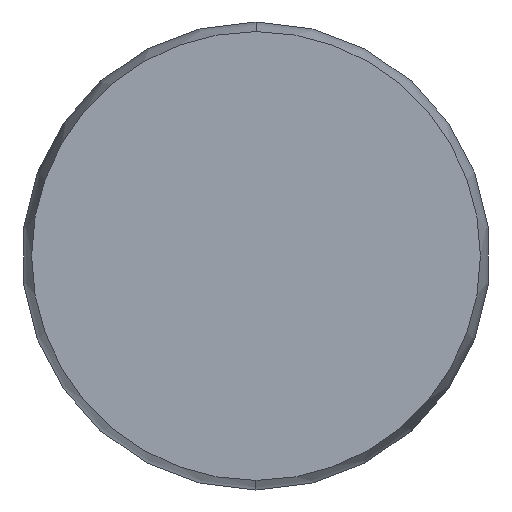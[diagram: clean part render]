
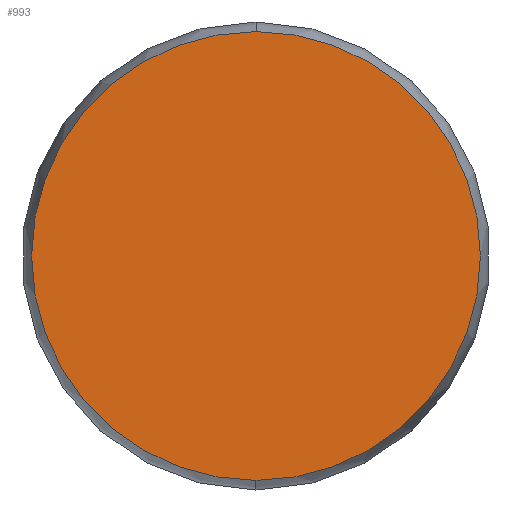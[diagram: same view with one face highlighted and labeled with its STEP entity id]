
A CAD part, left-side view. The second image highlights one B-rep face of the part: STEP entity #993.
In plain terms, the highlighted planar face has unit normal (-1, 0, 0).
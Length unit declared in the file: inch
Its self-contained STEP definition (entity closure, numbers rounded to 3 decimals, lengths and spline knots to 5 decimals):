
#140 = VERTEX_POINT ( 'NONE', #997 ) ;
#181 = DIRECTION ( 'NONE',  ( 0., 0., -1. ) ) ;
#184 = PLANE ( 'NONE',  #427 ) ;
#228 = CARTESIAN_POINT ( 'NONE',  ( 0., 0., 0.07 ) ) ;
#251 = EDGE_CURVE ( 'NONE', #995, #140, #772, .T. ) ;
#257 = DIRECTION ( 'NONE',  ( 1., 0., 0. ) ) ;
#269 = CARTESIAN_POINT ( 'NONE',  ( 0., 0., 0. ) ) ;
#427 = AXIS2_PLACEMENT_3D ( 'NONE', #269, #257, #181 ) ;
#526 = DIRECTION ( 'NONE',  ( 0., 0., 1. ) ) ;
#589 = AXIS2_PLACEMENT_3D ( 'NONE', #690, #693, #526 ) ;
#690 = CARTESIAN_POINT ( 'NONE',  ( 0., 0., 0. ) ) ;
#693 = DIRECTION ( 'NONE',  ( -1., 0., 0. ) ) ;
#772 = CIRCLE ( 'NONE', #589, 0.07 ) ;
#884 = CIRCLE ( 'NONE', #1016, 0.07 ) ;
#993 = ADVANCED_FACE ( 'NONE', ( #1117 ), #184, .F. ) ;
#995 = VERTEX_POINT ( 'NONE', #228 ) ;
#997 = CARTESIAN_POINT ( 'NONE',  ( 0., 0., -0.07 ) ) ;
#1016 = AXIS2_PLACEMENT_3D ( 'NONE', #1652, #1377, #1362 ) ;
#1062 = ORIENTED_EDGE ( 'NONE', *, *, #251, .T. ) ;
#1109 = EDGE_LOOP ( 'NONE', ( #1062, #1186 ) ) ;
#1117 = FACE_OUTER_BOUND ( 'NONE', #1109, .T. ) ;
#1186 = ORIENTED_EDGE ( 'NONE', *, *, #1464, .T. ) ;
#1362 = DIRECTION ( 'NONE',  ( 0., 0., 1. ) ) ;
#1377 = DIRECTION ( 'NONE',  ( -1., 0., 0. ) ) ;
#1464 = EDGE_CURVE ( 'NONE', #140, #995, #884, .T. ) ;
#1652 = CARTESIAN_POINT ( 'NONE',  ( 0., 0., 0. ) ) ;
